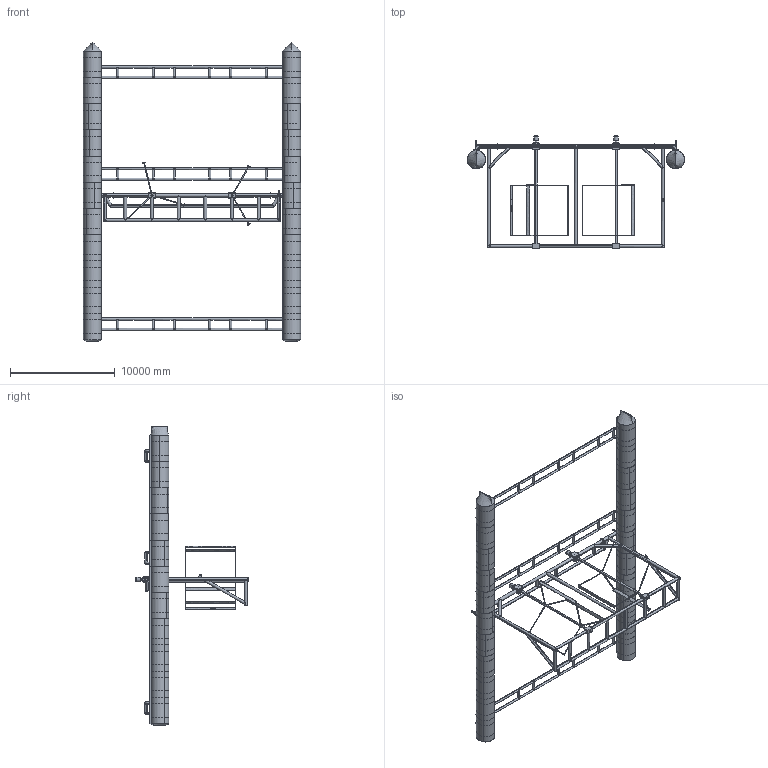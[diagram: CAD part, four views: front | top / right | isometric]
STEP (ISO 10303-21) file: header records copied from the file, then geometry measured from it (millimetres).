
FILE_DESCRIPTION (( 'STEP AP203' ), '1' );
FILE_NAME ('RM2 Assembly.STEP', '2021-09-10T22:52:09', ( '' ), ( '' ), 'SwSTEP 2.0', 'SolidWorks 2021', '' );
FILE_SCHEMA (( 'CONFIG_CONTROL_DESIGN' ));
Length unit declared in the file: millimetre
Products named in the file (22): Part6; pipe02_port_Port Side; bridge; Part3; Part4; box; turbine gearbox & generator; pontoon top longi channel_load analysis; pipe03; lower box; Rotor Frame Bearing; pontoon aft end cap 68inch; crossbeamassembly03; Part5; lower center strut; RM2 Assembly; Part2; Pontoon 68 Inch; pontoon bow 68inch; pipe02_stbd_Stbd Side; pontoon parallel mid body 68inch; pipe01
Assembly tree (39 placements, depth 3):
  RM2 Assembly
    Pontoon 68 Inch  x2
      pontoon parallel mid body 68inch
      pontoon bow 68inch
      pontoon aft end cap 68inch
      pontoon top longi channel_load analysis
    crossbeamassembly03
      box  x2
      pipe03  x2
      pipe02_stbd_Stbd Side
      pipe02_port_Port Side
      lower center strut
      Part2
      Part3
      Part4
      Part5
      pipe01
      Part6
      lower box  x2
    turbine gearbox & generator  x2
    bridge  x3
    Rotor Frame Bearing  x2
Bounding box: 20727.2 x 10733.1 x 28450 mm (x, y, z)
Volume: 6942549502.7 mm3; surface area: 1404100178.1 mm2
Topology: 50 solids, 104 shells, 2058 faces, 4909 edges, 3112 vertices
Faces by surface type: cylinder 1361, plane 617, torus 60, bspline 20
Entity records: 58214 total; most frequent: CARTESIAN_POINT 31600, ORIENTED_EDGE 5002, DIRECTION 4899, EDGE_CURVE 2501, AXIS2_PLACEMENT_3D 1928, VERTEX_POINT 1600, EDGE_LOOP 1299, LINE 1043
